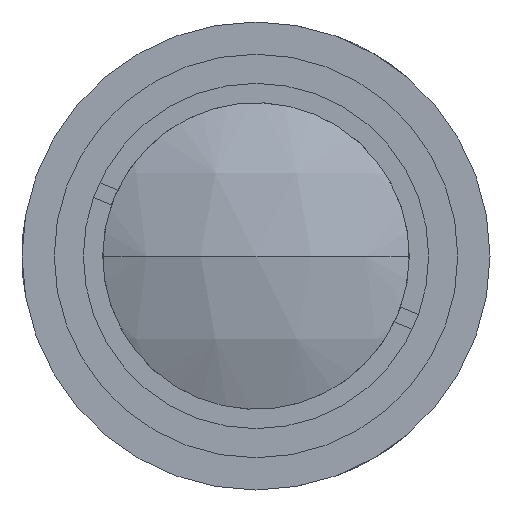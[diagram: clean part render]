
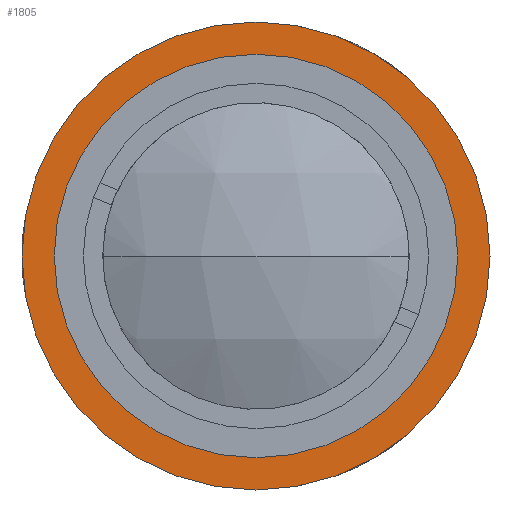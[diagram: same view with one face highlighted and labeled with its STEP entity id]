
A CAD part, left-side view. The second image highlights one B-rep face of the part: STEP entity #1805.
In plain terms, the highlighted planar face has unit normal (-1, 0, 0).
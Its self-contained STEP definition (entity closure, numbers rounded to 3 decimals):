
#15 = CARTESIAN_POINT ( 'NONE',  ( 92.13, 0., 0. ) ) ;
#42 = CIRCLE ( 'NONE', #1017, 14.5 ) ;
#57 = DIRECTION ( 'NONE',  ( -1., 0., 0. ) ) ;
#81 = FACE_OUTER_BOUND ( 'NONE', #487, .T. ) ;
#96 = DIRECTION ( 'NONE',  ( -1., 0., 0. ) ) ;
#150 = DIRECTION ( 'NONE',  ( 0., 0., 1. ) ) ;
#187 = EDGE_CURVE ( 'NONE', #893, #809, #292, .T. ) ;
#244 = DIRECTION ( 'NONE',  ( 0., 0., 1. ) ) ;
#292 = CIRCLE ( 'NONE', #651, 11.5 ) ;
#368 = CARTESIAN_POINT ( 'NONE',  ( 92.13, 0., 14.5 ) ) ;
#417 = DIRECTION ( 'NONE',  ( -1., 0., 0. ) ) ;
#457 = VERTEX_POINT ( 'NONE', #801 ) ;
#464 = DIRECTION ( 'NONE',  ( 0., 0., 1. ) ) ;
#478 = DIRECTION ( 'NONE',  ( -1., 0., 0. ) ) ;
#487 = EDGE_LOOP ( 'NONE', ( #1118, #1259 ) ) ;
#494 = CARTESIAN_POINT ( 'NONE',  ( 92.13, 0., 0. ) ) ;
#499 = FACE_BOUND ( 'NONE', #1746, .T. ) ;
#602 = CARTESIAN_POINT ( 'NONE',  ( 92.13, 0., 0. ) ) ;
#651 = AXIS2_PLACEMENT_3D ( 'NONE', #494, #478, #464 ) ;
#659 = CIRCLE ( 'NONE', #2158, 11.5 ) ;
#773 = EDGE_CURVE ( 'NONE', #1867, #457, #1694, .T. ) ;
#801 = CARTESIAN_POINT ( 'NONE',  ( 92.13, 0., -14.5 ) ) ;
#809 = VERTEX_POINT ( 'NONE', #1190 ) ;
#893 = VERTEX_POINT ( 'NONE', #2239 ) ;
#942 = DIRECTION ( 'NONE',  ( 0., 0., -1. ) ) ;
#958 = DIRECTION ( 'NONE',  ( 1., 0., 0. ) ) ;
#963 = EDGE_CURVE ( 'NONE', #457, #1867, #42, .T. ) ;
#991 = PLANE ( 'NONE',  #1908 ) ;
#1017 = AXIS2_PLACEMENT_3D ( 'NONE', #15, #57, #150 ) ;
#1065 = CARTESIAN_POINT ( 'NONE',  ( 92.13, 11.5, 0. ) ) ;
#1118 = ORIENTED_EDGE ( 'NONE', *, *, #773, .T. ) ;
#1182 = ORIENTED_EDGE ( 'NONE', *, *, #2259, .F. ) ;
#1190 = CARTESIAN_POINT ( 'NONE',  ( 92.13, 0., 11.5 ) ) ;
#1259 = ORIENTED_EDGE ( 'NONE', *, *, #963, .T. ) ;
#1516 = AXIS2_PLACEMENT_3D ( 'NONE', #2264, #96, #2021 ) ;
#1694 = CIRCLE ( 'NONE', #1516, 14.5 ) ;
#1746 = EDGE_LOOP ( 'NONE', ( #1182, #1858 ) ) ;
#1805 = ADVANCED_FACE ( 'NONE', ( #499, #81 ), #991, .F. ) ;
#1858 = ORIENTED_EDGE ( 'NONE', *, *, #187, .F. ) ;
#1867 = VERTEX_POINT ( 'NONE', #368 ) ;
#1908 = AXIS2_PLACEMENT_3D ( 'NONE', #1065, #958, #942 ) ;
#2021 = DIRECTION ( 'NONE',  ( 0., 0., 1. ) ) ;
#2158 = AXIS2_PLACEMENT_3D ( 'NONE', #602, #417, #244 ) ;
#2239 = CARTESIAN_POINT ( 'NONE',  ( 92.13, 0., -11.5 ) ) ;
#2259 = EDGE_CURVE ( 'NONE', #809, #893, #659, .T. ) ;
#2264 = CARTESIAN_POINT ( 'NONE',  ( 92.13, 0., 0. ) ) ;
